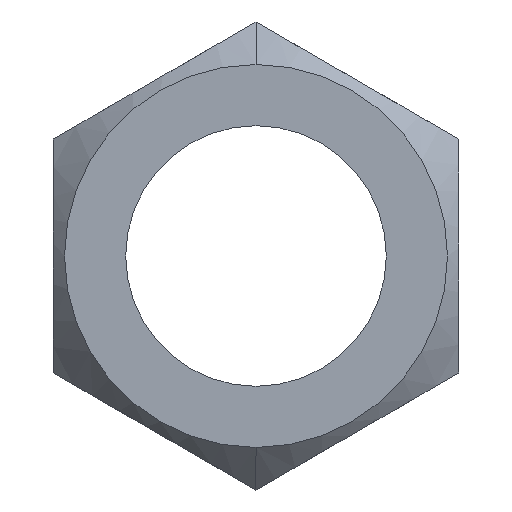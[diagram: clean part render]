
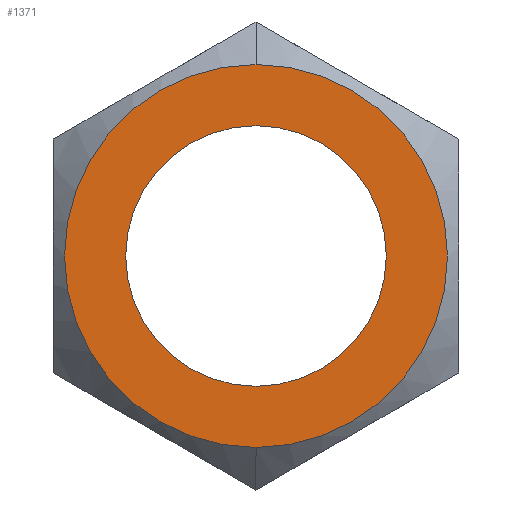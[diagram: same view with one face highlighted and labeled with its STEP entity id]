
A CAD part, left-side view. The second image highlights one B-rep face of the part: STEP entity #1371.
In plain terms, the highlighted planar face has unit normal (-1, 0, 0).
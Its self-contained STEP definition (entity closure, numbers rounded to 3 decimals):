
#90 = ORIENTED_EDGE ( 'NONE', *, *, #1732, .T. ) ;
#139 = VERTEX_POINT ( 'NONE', #2407 ) ;
#150 = DIRECTION ( 'NONE',  ( 0., 0., 1. ) ) ;
#289 = VERTEX_POINT ( 'NONE', #477 ) ;
#407 = ORIENTED_EDGE ( 'NONE', *, *, #1440, .T. ) ;
#477 = CARTESIAN_POINT ( 'NONE',  ( -9., 0., -12.25 ) ) ;
#480 = EDGE_CURVE ( 'NONE', #3071, #289, #2950, .T. ) ;
#488 = DIRECTION ( 'NONE',  ( -1., 0., 0. ) ) ;
#655 = DIRECTION ( 'NONE',  ( 1., 0., 0. ) ) ;
#1047 = DIRECTION ( 'NONE',  ( 0., 0., -1. ) ) ;
#1143 = CIRCLE ( 'NONE', #1771, 17.997 ) ;
#1154 = ORIENTED_EDGE ( 'NONE', *, *, #2827, .T. ) ;
#1226 = VERTEX_POINT ( 'NONE', #2036 ) ;
#1254 = DIRECTION ( 'NONE',  ( 0., 0., -1. ) ) ;
#1371 = ADVANCED_FACE ( 'NONE', ( #1763, #3275 ), #4165, .F. ) ;
#1440 = EDGE_CURVE ( 'NONE', #1226, #139, #4761, .T. ) ;
#1627 = CARTESIAN_POINT ( 'NONE',  ( -9., 0., 0. ) ) ;
#1732 = EDGE_CURVE ( 'NONE', #139, #1226, #1143, .T. ) ;
#1763 = FACE_BOUND ( 'NONE', #3617, .T. ) ;
#1771 = AXIS2_PLACEMENT_3D ( 'NONE', #2019, #3532, #150 ) ;
#1785 = DIRECTION ( 'NONE',  ( 1., 0., 0. ) ) ;
#1851 = AXIS2_PLACEMENT_3D ( 'NONE', #4038, #655, #2191 ) ;
#1978 = EDGE_LOOP ( 'NONE', ( #407, #90 ) ) ;
#2019 = CARTESIAN_POINT ( 'NONE',  ( -9., 0., 0. ) ) ;
#2036 = CARTESIAN_POINT ( 'NONE',  ( -9., 0., -17.997 ) ) ;
#2191 = DIRECTION ( 'NONE',  ( 0., 0., -1. ) ) ;
#2407 = CARTESIAN_POINT ( 'NONE',  ( -9., 0., 17.997 ) ) ;
#2489 = CIRCLE ( 'NONE', #1851, 12.25 ) ;
#2827 = EDGE_CURVE ( 'NONE', #289, #3071, #2489, .T. ) ;
#2943 = CARTESIAN_POINT ( 'NONE',  ( -9., 0., 0. ) ) ;
#2950 = CIRCLE ( 'NONE', #4217, 12.25 ) ;
#3026 = DIRECTION ( 'NONE',  ( 1., 0., 0. ) ) ;
#3029 = AXIS2_PLACEMENT_3D ( 'NONE', #1627, #488, #4532 ) ;
#3071 = VERTEX_POINT ( 'NONE', #4696 ) ;
#3107 = CARTESIAN_POINT ( 'NONE',  ( -9., 0., 0. ) ) ;
#3275 = FACE_OUTER_BOUND ( 'NONE', #1978, .T. ) ;
#3347 = ORIENTED_EDGE ( 'NONE', *, *, #480, .T. ) ;
#3532 = DIRECTION ( 'NONE',  ( -1., 0., 0. ) ) ;
#3617 = EDGE_LOOP ( 'NONE', ( #3347, #1154 ) ) ;
#4038 = CARTESIAN_POINT ( 'NONE',  ( -9., 0., 0. ) ) ;
#4132 = AXIS2_PLACEMENT_3D ( 'NONE', #3107, #3026, #1254 ) ;
#4165 = PLANE ( 'NONE',  #4132 ) ;
#4217 = AXIS2_PLACEMENT_3D ( 'NONE', #2943, #1785, #1047 ) ;
#4532 = DIRECTION ( 'NONE',  ( 0., 0., 1. ) ) ;
#4696 = CARTESIAN_POINT ( 'NONE',  ( -9., 0., 12.25 ) ) ;
#4761 = CIRCLE ( 'NONE', #3029, 17.997 ) ;
